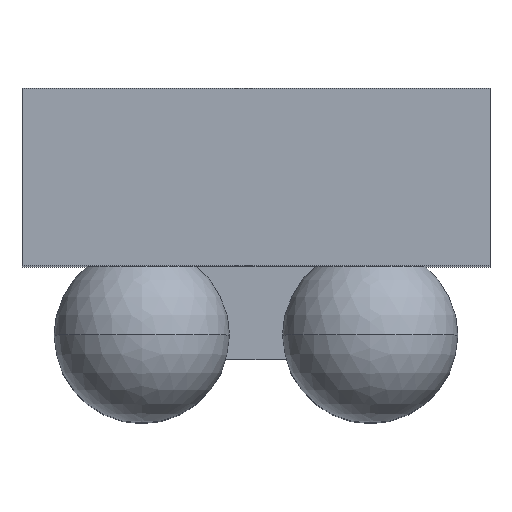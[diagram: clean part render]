
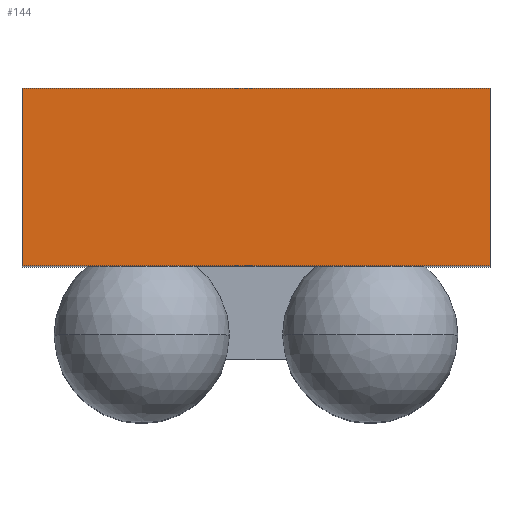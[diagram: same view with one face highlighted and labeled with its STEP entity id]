
A CAD part, top view. The second image highlights one B-rep face of the part: STEP entity #144.
In plain terms, the highlighted planar face has unit normal (0, 0, 1).
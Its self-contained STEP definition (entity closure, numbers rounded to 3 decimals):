
#12 = VECTOR ( 'NONE', #449, 1000. ) ;
#57 = CARTESIAN_POINT ( 'NONE',  ( -0.42, 0.281, 0.77 ) ) ;
#86 = FACE_OUTER_BOUND ( 'NONE', #761, .T. ) ;
#101 = CARTESIAN_POINT ( 'NONE',  ( -0.42, 0.281, 0.77 ) ) ;
#103 = PLANE ( 'NONE',  #804 ) ;
#139 = DIRECTION ( 'NONE',  ( 1., 0., 0. ) ) ;
#144 = ADVANCED_FACE ( 'NONE', ( #86 ), #103, .T. ) ;
#169 = LINE ( 'NONE', #541, #802 ) ;
#194 = LINE ( 'NONE', #234, #756 ) ;
#200 = ORIENTED_EDGE ( 'NONE', *, *, #308, .T. ) ;
#203 = VERTEX_POINT ( 'NONE', #495 ) ;
#227 = ORIENTED_EDGE ( 'NONE', *, *, #866, .F. ) ;
#234 = CARTESIAN_POINT ( 'NONE',  ( -0.42, 0.281, 0.77 ) ) ;
#300 = DIRECTION ( 'NONE',  ( 0., 1., 0. ) ) ;
#308 = EDGE_CURVE ( 'NONE', #203, #315, #831, .T. ) ;
#315 = VERTEX_POINT ( 'NONE', #655 ) ;
#329 = VECTOR ( 'NONE', #300, 1000. ) ;
#343 = VERTEX_POINT ( 'NONE', #660 ) ;
#348 = LINE ( 'NONE', #101, #329 ) ;
#445 = CARTESIAN_POINT ( 'NONE',  ( -0.42, 0.281, 0.77 ) ) ;
#449 = DIRECTION ( 'NONE',  ( 0., 1., 0. ) ) ;
#454 = CARTESIAN_POINT ( 'NONE',  ( 0.42, 0.281, 0.77 ) ) ;
#466 = ORIENTED_EDGE ( 'NONE', *, *, #864, .T. ) ;
#495 = CARTESIAN_POINT ( 'NONE',  ( 0.42, 0.281, 0.77 ) ) ;
#506 = DIRECTION ( 'NONE',  ( 1., 0., 0. ) ) ;
#541 = CARTESIAN_POINT ( 'NONE',  ( -0.42, 0.6, 0.77 ) ) ;
#571 = VERTEX_POINT ( 'NONE', #57 ) ;
#639 = DIRECTION ( 'NONE',  ( 1., 0., 0. ) ) ;
#641 = DIRECTION ( 'NONE',  ( 0., 0., 1. ) ) ;
#655 = CARTESIAN_POINT ( 'NONE',  ( 0.42, 0.6, 0.77 ) ) ;
#660 = CARTESIAN_POINT ( 'NONE',  ( -0.42, 0.6, 0.77 ) ) ;
#676 = EDGE_CURVE ( 'NONE', #343, #315, #169, .T. ) ;
#756 = VECTOR ( 'NONE', #506, 1000. ) ;
#761 = EDGE_LOOP ( 'NONE', ( #872, #227, #466, #200 ) ) ;
#802 = VECTOR ( 'NONE', #139, 1000. ) ;
#804 = AXIS2_PLACEMENT_3D ( 'NONE', #445, #641, #639 ) ;
#831 = LINE ( 'NONE', #454, #12 ) ;
#864 = EDGE_CURVE ( 'NONE', #571, #203, #194, .T. ) ;
#866 = EDGE_CURVE ( 'NONE', #571, #343, #348, .T. ) ;
#872 = ORIENTED_EDGE ( 'NONE', *, *, #676, .F. ) ;
